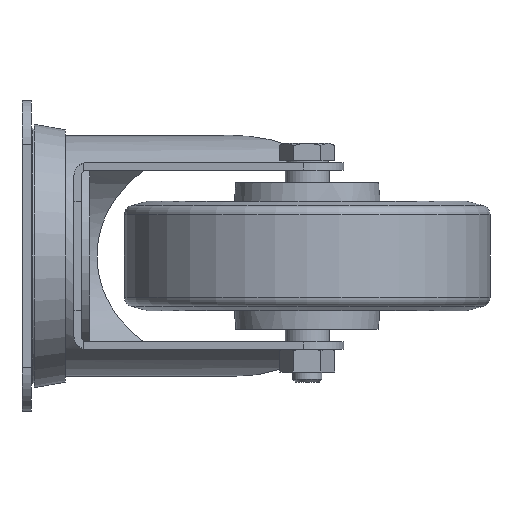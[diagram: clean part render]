
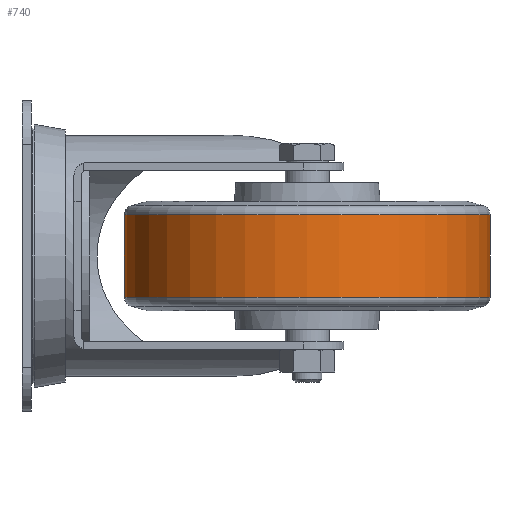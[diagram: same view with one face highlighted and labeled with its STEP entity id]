
A CAD part, left-side view. The second image highlights one B-rep face of the part: STEP entity #740.
In plain terms, the highlighted cylindrical face has radius 50 mm (diameter 100 mm), a full revolution.
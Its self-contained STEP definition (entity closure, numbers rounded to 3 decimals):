
#740 = ADVANCED_FACE( '', ( #1589, #1590 ), #1591, .T. );
#1589 = FACE_OUTER_BOUND( '', #2609, .T. );
#1590 = FACE_OUTER_BOUND( '', #2610, .T. );
#1591 = CYLINDRICAL_SURFACE( '', #2611, 50. );
#2609 = EDGE_LOOP( '', ( #4371 ) );
#2610 = EDGE_LOOP( '', ( #4372 ) );
#2611 = AXIS2_PLACEMENT_3D( '', #4373, #4374, #4375 );
#4371 = ORIENTED_EDGE( '', *, *, #6293, .T. );
#4372 = ORIENTED_EDGE( '', *, *, #6297, .F. );
#4373 = CARTESIAN_POINT( '', ( 35., 0., 0. ) );
#4374 = DIRECTION( '', ( -1., 0., 0. ) );
#4375 = DIRECTION( '', ( 0., 0., -1. ) );
#6293 = EDGE_CURVE( '', #7611, #7611, #7612, .T. );
#6297 = EDGE_CURVE( '', #7616, #7616, #7617, .T. );
#7611 = VERTEX_POINT( '', #9750 );
#7612 = CIRCLE( '', #9751, 50. );
#7616 = VERTEX_POINT( '', #9755 );
#7617 = CIRCLE( '', #9756, 50. );
#9750 = CARTESIAN_POINT( '', ( 8.66, 0., -50. ) );
#9751 = AXIS2_PLACEMENT_3D( '', #11046, #11047, #11048 );
#9755 = CARTESIAN_POINT( '', ( 31.34, 0., -50. ) );
#9756 = AXIS2_PLACEMENT_3D( '', #11052, #11053, #11054 );
#11046 = CARTESIAN_POINT( '', ( 8.66, 0., 0. ) );
#11047 = DIRECTION( '', ( 1., 0., 0. ) );
#11048 = DIRECTION( '', ( 0., 0., -1. ) );
#11052 = CARTESIAN_POINT( '', ( 31.34, 0., 0. ) );
#11053 = DIRECTION( '', ( 1., 0., 0. ) );
#11054 = DIRECTION( '', ( 0., 0., -1. ) );
